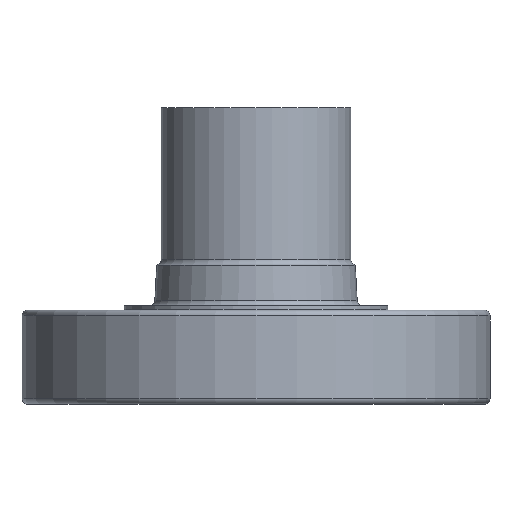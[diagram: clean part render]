
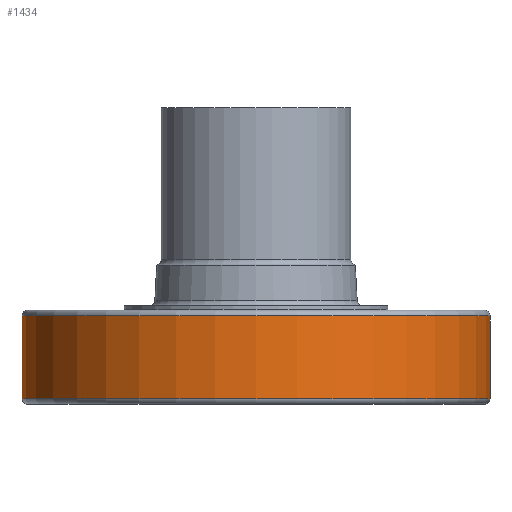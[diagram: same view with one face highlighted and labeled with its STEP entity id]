
A CAD part, left-side view. The second image highlights one B-rep face of the part: STEP entity #1434.
In plain terms, the highlighted cylindrical face has radius 7.85 mm (diameter 15.7 mm), a partial arc.
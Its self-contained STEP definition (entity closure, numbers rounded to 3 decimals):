
#1100=CARTESIAN_POINT('',(0.,0.,0.34));
#1101=DIRECTION('',(0.,0.,-1.));
#1102=DIRECTION('',(0.,1.,0.));
#1103=AXIS2_PLACEMENT_3D('',#1100,#1101,#1102);
#1108=DIRECTION('',(0.,0.,1.));
#1109=VECTOR('',#1108,2.77);
#1110=CARTESIAN_POINT('',(0.,7.85,0.34));
#1111=LINE('',#1110,#1109);
#1115=DIRECTION('',(0.,0.,1.));
#1116=VECTOR('',#1115,2.77);
#1117=CARTESIAN_POINT('',(0.,-7.85,0.34));
#1118=LINE('',#1117,#1116);
#1154=CARTESIAN_POINT('',(0.,0.,3.11));
#1155=DIRECTION('',(0.,0.,-1.));
#1156=DIRECTION('',(0.,1.,0.));
#1157=AXIS2_PLACEMENT_3D('',#1154,#1155,#1156);
#1234=CARTESIAN_POINT('',(0.,7.85,0.34));
#1235=VERTEX_POINT('',#1234);
#1236=CARTESIAN_POINT('',(0.,7.85,3.11));
#1237=VERTEX_POINT('',#1236);
#1250=CARTESIAN_POINT('',(0.,-7.85,0.34));
#1251=VERTEX_POINT('',#1250);
#1252=CARTESIAN_POINT('',(0.,-7.85,3.11));
#1253=VERTEX_POINT('',#1252);
#1420=CARTESIAN_POINT('',(0.,0.,3.469));
#1421=DIRECTION('',(0.,0.,-1.));
#1422=DIRECTION('',(0.,-1.,0.));
#1423=AXIS2_PLACEMENT_3D('',#1420,#1421,#1422);
#1424=CYLINDRICAL_SURFACE('',#1423,7.85);
#1426=ORIENTED_EDGE('',*,*,#1425,.F.);
#1427=ORIENTED_EDGE('',*,*,#1415,.T.);
#1429=ORIENTED_EDGE('',*,*,#1428,.T.);
#1431=ORIENTED_EDGE('',*,*,#1430,.F.);
#1432=EDGE_LOOP('',(#1426,#1427,#1429,#1431));
#1433=FACE_OUTER_BOUND('',#1432,.F.);
#1434=ADVANCED_FACE('',(#1433),#1424,.T.);
#1104=CIRCLE('',#1103,7.85);
#1158=CIRCLE('',#1157,7.85);
#1415=EDGE_CURVE('',#1235,#1251,#1104,.T.);
#1425=EDGE_CURVE('',#1235,#1237,#1111,.T.);
#1428=EDGE_CURVE('',#1251,#1253,#1118,.T.);
#1430=EDGE_CURVE('',#1237,#1253,#1158,.T.);
